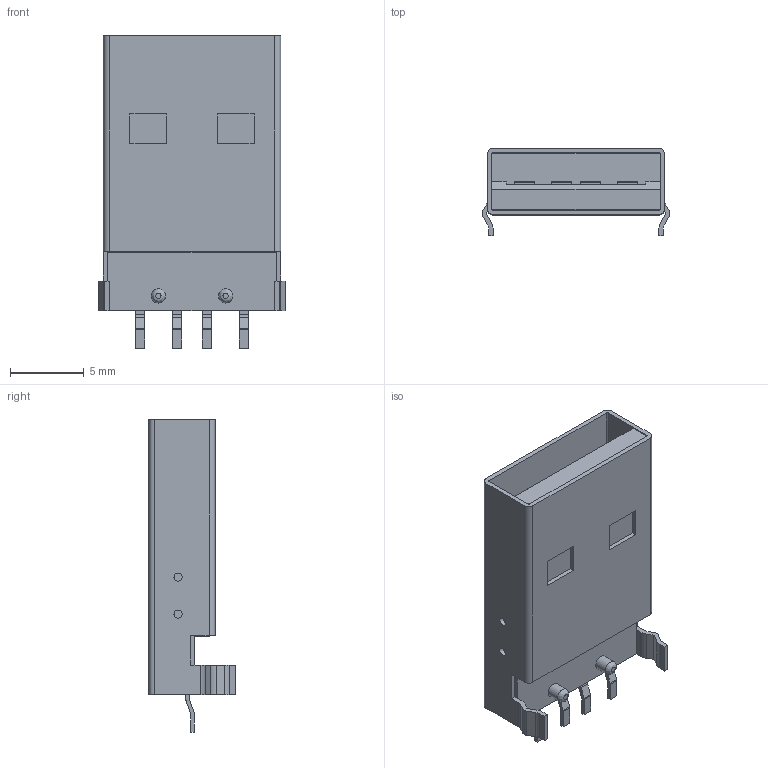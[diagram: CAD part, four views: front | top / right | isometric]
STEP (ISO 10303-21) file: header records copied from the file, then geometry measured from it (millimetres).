
FILE_DESCRIPTION( ( 'STEP AP214' ), '1' );
FILE_NAME( 'USB-AM-S-F-B-SM1.stp', '2019-05-16T12:31:01', ( '' ), ( '' ), ' ', 'PARTsolutions', ' ' );
FILE_SCHEMA( ( 'AUTOMOTIVE_DESIGN { 1 0 10303 214 1 1 1 1 }' ) );
Length unit declared in the file: millimetre
Products named in the file (4): USB-AM-S-F-B-SM1; _USB-AM-S-SM1_S; _USB-AM-S-B-SM1_B; _USB-AM-S-SM1_P
Assembly tree (3 placements, depth 2):
  USB-AM-S-F-B-SM1
    _USB-AM-S-SM1_S
    _USB-AM-S-B-SM1_B
    _USB-AM-S-SM1_P
Bounding box: 12.7 x 5.89 x 21.15 mm (x, y, z)
Volume: 677.5 mm3; surface area: 2197.2 mm2
Topology: 3 solids, 3 shells, 240 faces, 713 edges, 476 vertices
Faces by surface type: plane 196, cylinder 42, bspline 2
Full cylindrical faces by diameter (mm): 0.55 x4, 0.96 x2
Entity records: 9971 total; most frequent: CARTESIAN_POINT 1471, ORIENTED_EDGE 1402, DIRECTION 1271, EDGE_CURVE 701, LINE 615, VECTOR 615, VERTEX_POINT 472, AXIS2_PLACEMENT_3D 328
